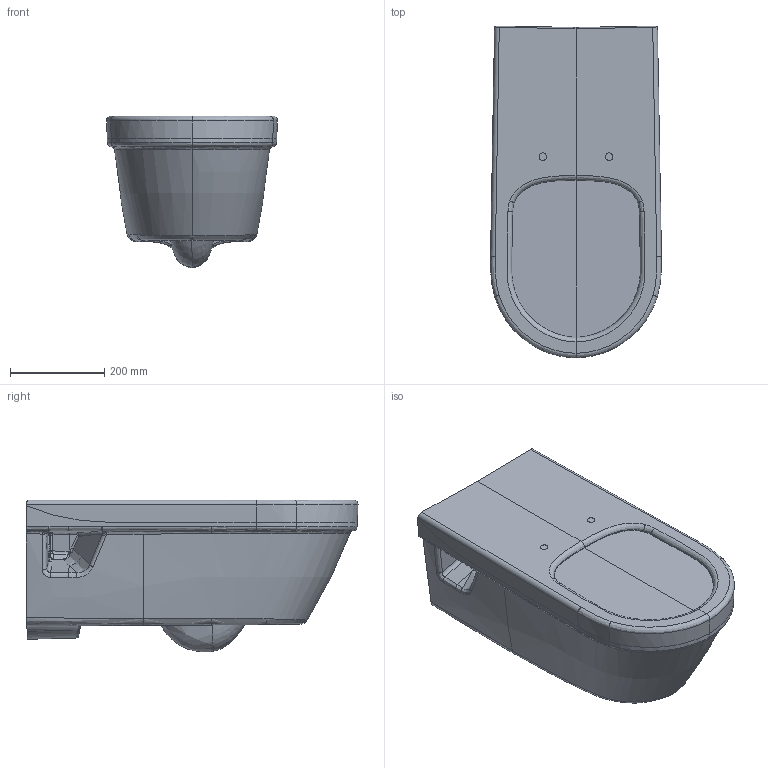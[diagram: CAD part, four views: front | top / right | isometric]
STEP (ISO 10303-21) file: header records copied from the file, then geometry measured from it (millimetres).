
FILE_DESCRIPTION(/* description */ (''),/* implementation_level */ '2;1');
FILE_NAME(/* name */ '5649R0_WWC_Vita_DF_elongated_AM.stp',/* time_stamp */ '2022-01-17T13:09:11+01:00',/* author */ (''),/* organization */ (''),/* preprocessor_version */ 'ST-DEVELOPER v18.1',/* originating_system */ 'SIEMENS PLM Software NX 1973',/* authorisation */ '');
FILE_SCHEMA (('AUTOMOTIVE_DESIGN { 1 0 10303 214 3 1 1 1 }'));
Length unit declared in the file: millimetre
Products named in the file (1): koeb067826A7urbf
Bounding box: 362 x 703.11 x 321.68 mm (x, y, z)
Volume: 49420238.2 mm3; surface area: 940858.4 mm2
Topology: 1 solids, 1 shells, 252 faces, 648 edges, 398 vertices
Faces by surface type: bspline 228, plane 18, cone 2, cylinder 2, extrusion 2
Entity records: 24288 total; most frequent: CARTESIAN_POINT 20083, ORIENTED_EDGE 1286, EDGE_CURVE 643, B_SPLINE_CURVE_WITH_KNOTS 535, VERTEX_POINT 397, EDGE_LOOP 256, ADVANCED_FACE 252, FACE_OUTER_BOUND 248
